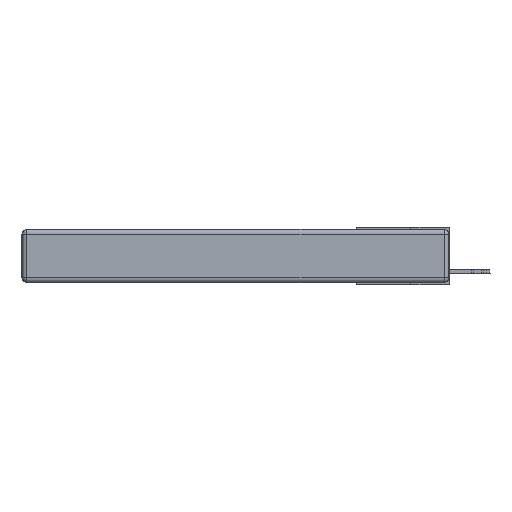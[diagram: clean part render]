
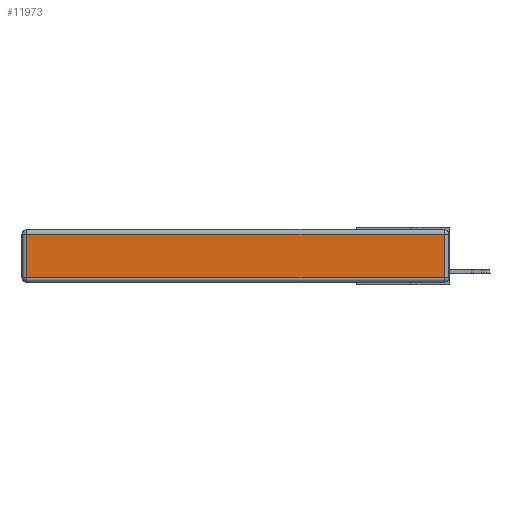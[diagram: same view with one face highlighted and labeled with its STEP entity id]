
A CAD part, left-side view. The second image highlights one B-rep face of the part: STEP entity #11973.
In plain terms, the highlighted planar face has unit normal (-1, 0, 0).
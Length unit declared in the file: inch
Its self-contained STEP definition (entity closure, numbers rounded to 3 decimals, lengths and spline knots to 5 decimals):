
#283 = VERTEX_POINT ( 'NONE', #8148 ) ;
#1289 = CARTESIAN_POINT ( 'NONE',  ( 0., 2.72, -0.343 ) ) ;
#1317 = CARTESIAN_POINT ( 'NONE',  ( 0., 0., -0.343 ) ) ;
#1403 = LINE ( 'NONE', #1289, #26958 ) ;
#1540 = PLANE ( 'NONE',  #8047 ) ;
#3936 = DIRECTION ( 'NONE',  ( -1., 0., 0. ) ) ;
#3964 = CARTESIAN_POINT ( 'NONE',  ( 0., 2.75, -0.03 ) ) ;
#7287 = LINE ( 'NONE', #19309, #10004 ) ;
#7815 = CARTESIAN_POINT ( 'NONE',  ( 0., 2.72, -0.313 ) ) ;
#8047 = AXIS2_PLACEMENT_3D ( 'NONE', #1317, #3936, #14025 ) ;
#8148 = CARTESIAN_POINT ( 'NONE',  ( 0., 0.03, -0.313 ) ) ;
#9081 = ORIENTED_EDGE ( 'NONE', *, *, #11633, .T. ) ;
#9835 = DIRECTION ( 'NONE',  ( 0., -1., 0. ) ) ;
#10004 = VECTOR ( 'NONE', #32061, 39.37008 ) ;
#10512 = LINE ( 'NONE', #3964, #15554 ) ;
#11633 = EDGE_CURVE ( 'NONE', #24507, #283, #18269, .T. ) ;
#11973 = ADVANCED_FACE ( 'NONE', ( #27103 ), #1540, .T. ) ;
#12077 = VECTOR ( 'NONE', #9835, 39.37008 ) ;
#13176 = CARTESIAN_POINT ( 'NONE',  ( 0., 0.03, -0.03 ) ) ;
#13744 = VERTEX_POINT ( 'NONE', #13176 ) ;
#13999 = DIRECTION ( 'NONE',  ( 0., 0., -1. ) ) ;
#14025 = DIRECTION ( 'NONE',  ( 0., 0., 1. ) ) ;
#14447 = EDGE_CURVE ( 'NONE', #28304, #24507, #1403, .T. ) ;
#15554 = VECTOR ( 'NONE', #28605, 39.37008 ) ;
#18269 = LINE ( 'NONE', #24529, #12077 ) ;
#18770 = EDGE_CURVE ( 'NONE', #13744, #28304, #10512, .T. ) ;
#19309 = CARTESIAN_POINT ( 'NONE',  ( 0., 0.03, -0.343 ) ) ;
#21224 = ORIENTED_EDGE ( 'NONE', *, *, #22191, .T. ) ;
#22191 = EDGE_CURVE ( 'NONE', #283, #13744, #7287, .T. ) ;
#23070 = ORIENTED_EDGE ( 'NONE', *, *, #18770, .T. ) ;
#23092 = ORIENTED_EDGE ( 'NONE', *, *, #14447, .T. ) ;
#24507 = VERTEX_POINT ( 'NONE', #7815 ) ;
#24529 = CARTESIAN_POINT ( 'NONE',  ( 0., 0., -0.313 ) ) ;
#26958 = VECTOR ( 'NONE', #13999, 39.37008 ) ;
#27103 = FACE_OUTER_BOUND ( 'NONE', #31822, .T. ) ;
#28304 = VERTEX_POINT ( 'NONE', #30871 ) ;
#28605 = DIRECTION ( 'NONE',  ( 0., 1., 0. ) ) ;
#30871 = CARTESIAN_POINT ( 'NONE',  ( 0., 2.72, -0.03 ) ) ;
#31822 = EDGE_LOOP ( 'NONE', ( #9081, #21224, #23070, #23092 ) ) ;
#32061 = DIRECTION ( 'NONE',  ( 0., 0., 1. ) ) ;
